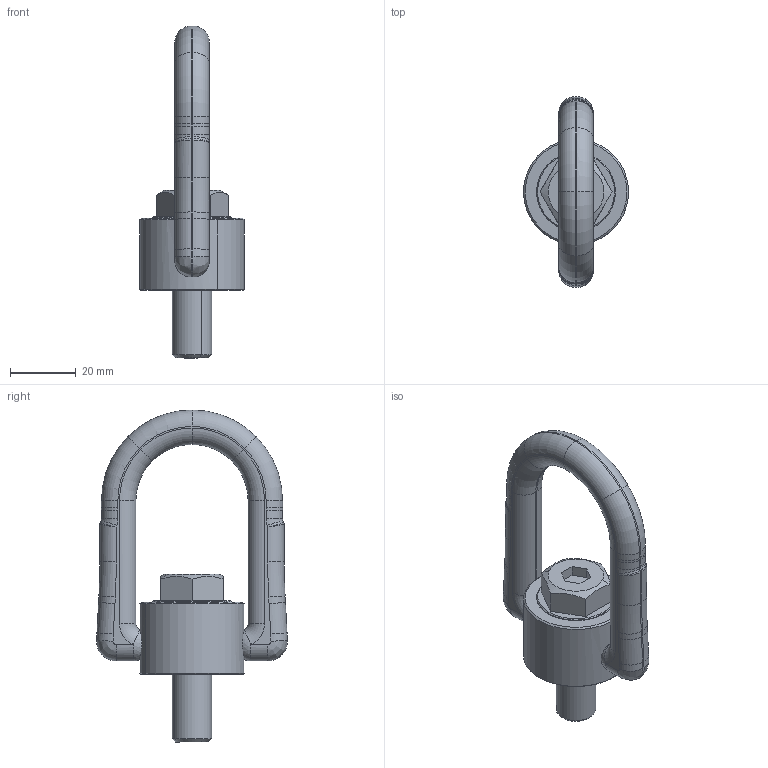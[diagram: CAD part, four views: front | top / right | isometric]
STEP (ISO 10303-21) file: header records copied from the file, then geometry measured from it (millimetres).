
FILE_DESCRIPTION(('CATIA V5 STEP Exchange'),'2;1');
FILE_NAME('8-232-010.stp','2017-06-16T07:51:18+00:00',('none'),('none'),'CATIA Version 5 Release 21 GA (IN-10)','CATIA V5 STEP AP203','none');
FILE_SCHEMA(('CONFIG_CONTROL_DESIGN'));
Length unit declared in the file: millimetre
Products named in the file (1): 8-232-010
Bounding box: 31.93 x 58.16 x 101.2 mm (x, y, z)
Volume: 38239 mm3; surface area: 10803.1 mm2
Topology: 1 solids, 1 shells, 167 faces, 417 edges, 252 vertices
Faces by surface type: cylinder 59, plane 38, torus 32, cone 14, bspline 12, sphere 8, extrusion 4
Entity records: 5964 total; most frequent: CARTESIAN_POINT 2257, ORIENTED_EDGE 826, DIRECTION 613, EDGE_CURVE 413, AXIS2_PLACEMENT_3D 298, VERTEX_POINT 252, EDGE_LOOP 173, VECTOR 169
